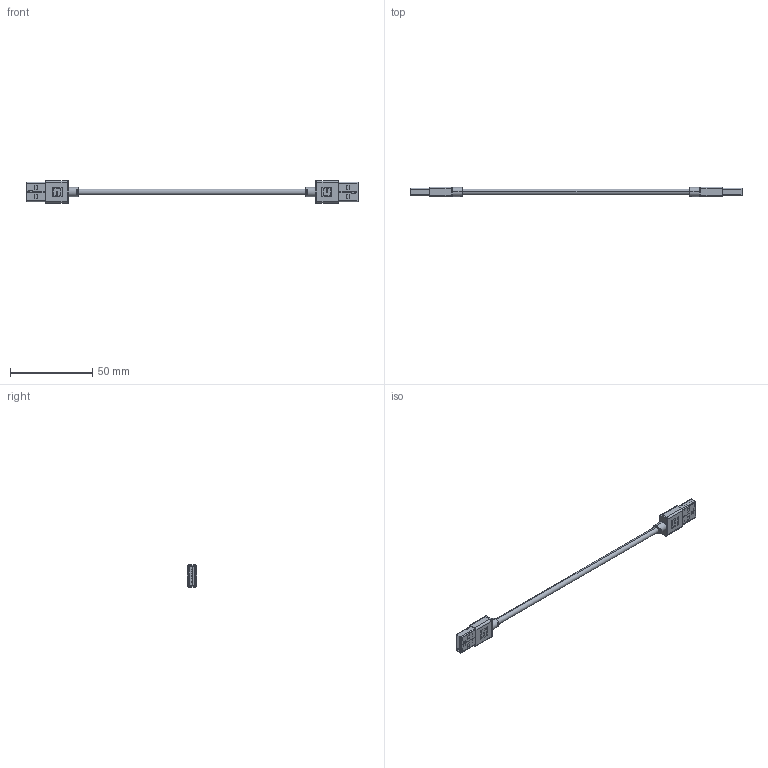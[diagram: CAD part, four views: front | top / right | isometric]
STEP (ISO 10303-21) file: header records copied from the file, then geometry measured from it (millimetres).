
FILE_DESCRIPTION (( 'STEP AP203' ), '1' );
FILE_NAME ('10-02326_revA.STEP', '2018-01-05T19:58:13', ( '' ), ( '' ), 'SwSTEP 2.0', 'SolidWorks 2015', '' );
FILE_SCHEMA (( 'CONFIG_CONTROL_DESIGN' ));
Length unit declared in the file: millimetre
Products named in the file (5): 24-00210; 30-00088_blunt cut; 10-02326_revA; 50-00574; 55-00073
Assembly tree (7 placements, depth 2):
  10-02326_revA
    30-00088_blunt cut
    24-00210  x2
    55-00073  x2
    50-00574  x2
Bounding box: 202 x 5.93 x 13.5 mm (x, y, z)
Volume: 5047.9 mm3; surface area: 20073 mm2
Topology: 60 solids, 70 shells, 1872 faces, 4860 edges, 3202 vertices
Faces by surface type: plane 1122, cylinder 482, cone 96, sphere 84, bspline 80, torus 8
Entity records: 34173 total; most frequent: CARTESIAN_POINT 7886, ORIENTED_EDGE 5334, DIRECTION 5229, EDGE_CURVE 2667, AXIS2_PLACEMENT_3D 1769, VERTEX_POINT 1759, LINE 1691, VECTOR 1691
